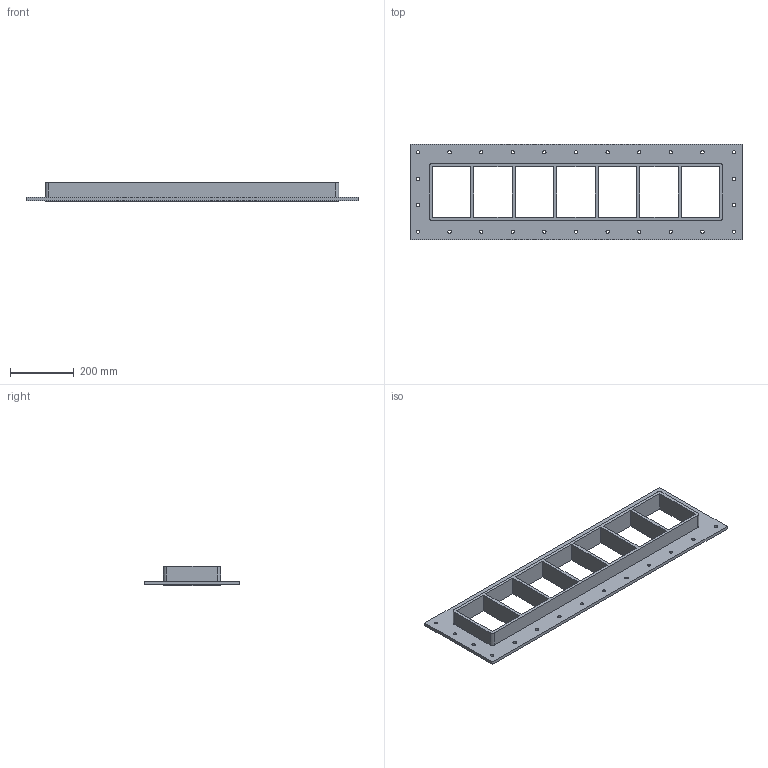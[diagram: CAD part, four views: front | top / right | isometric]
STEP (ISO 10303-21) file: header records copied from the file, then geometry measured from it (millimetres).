
FILE_DESCRIPTION((''),'2;1');
FILE_NAME('SFHM4X7.stp','2017-01-17T17:23:14',(''),(''),'Autodesk Inventor 2013','Autodesk Inventor 2013','');
FILE_SCHEMA(('AUTOMOTIVE_DESIGN { 1 0 10303 214 1 1 1 1 }'));
Length unit declared in the file: millimetre
Products named in the file (1): RTD-FRAME GENERATOR SF-LABB
Bounding box: 1043.5 x 299.5 x 60 mm (x, y, z)
Volume: 3314594.5 mm3; surface area: 731555.5 mm2
Topology: 1 solids, 1 shells, 78 faces, 248 edges, 174 vertices
Faces by surface type: plane 44, cylinder 34
Full cylindrical faces by diameter (mm): 10.5 x26
Entity records: 2582 total; most frequent: CARTESIAN_POINT 423, DIRECTION 422, ORIENTED_EDGE 392, EDGE_CURVE 196, EDGE_LOOP 172, VERTEX_POINT 148, AXIS2_PLACEMENT_3D 147, VECTOR 128
